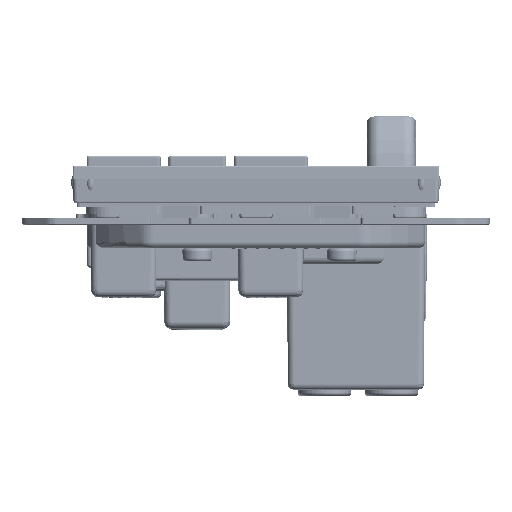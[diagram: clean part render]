
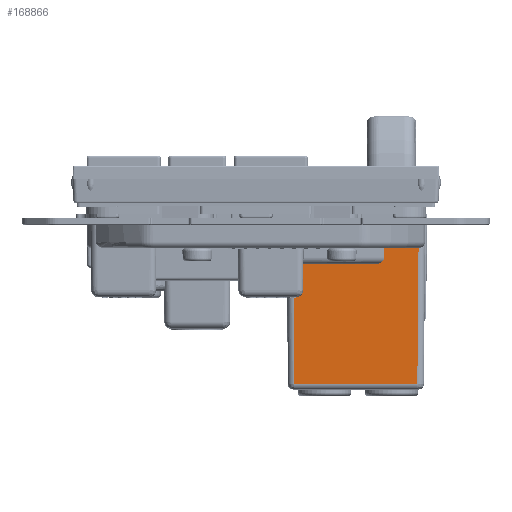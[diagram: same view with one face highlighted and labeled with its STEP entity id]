
A CAD part, front view. The second image highlights one B-rep face of the part: STEP entity #168866.
In plain terms, the highlighted face is planar.
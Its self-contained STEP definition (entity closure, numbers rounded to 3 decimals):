
#168777=DIRECTION('',(1.,0.,0.));
#168778=VECTOR('',#168777,18.601);
#168779=CARTESIAN_POINT('',(31.585,-23.107,
-22.217));
#168780=LINE('44373',#168779,#168778);
#168784=DIRECTION('',(0.009,1.,0.009));
#168785=VECTOR('',#168784,20.609);
#168786=CARTESIAN_POINT('',(50.186,-23.107,
-22.217));
#168787=LINE('44379',#168786,#168785);
#168791=DIRECTION('',(-1.,0.,0.));
#168792=VECTOR('',#168791,5.19);
#168793=CARTESIAN_POINT('',(50.366,-2.5,
-22.037));
#168794=LINE('44378',#168793,#168792);
#168798=DIRECTION('',(0.009,-1.,-0.009));
#168799=VECTOR('',#168798,1.4);
#168800=CARTESIAN_POINT('',(45.176,-2.5,
-22.037));
#168801=LINE('44377',#168800,#168799);
#168805=CARTESIAN_POINT('',(45.188,-3.9,
-22.049));
#168806=CARTESIAN_POINT('',(45.19,-3.978,
-22.05));
#168807=CARTESIAN_POINT('',(45.165,-4.134,
-22.051));
#168808=CARTESIAN_POINT('',(45.04,-4.376,
-22.053));
#168809=CARTESIAN_POINT('',(44.833,-4.585,
-22.055));
#168810=CARTESIAN_POINT('',(44.548,-4.755,
-22.056));
#168811=CARTESIAN_POINT('',(44.2,-4.87,
-22.057));
#168812=CARTESIAN_POINT('',(43.93,-4.898,
-22.058));
#168813=CARTESIAN_POINT('',(43.786,-4.9,
-22.058));
#168818=DIRECTION('',(-1.,0.,0.));
#168819=VECTOR('',#168818,12.36);
#168820=CARTESIAN_POINT('',(43.786,-4.9,
-22.058));
#168821=LINE('44375',#168820,#168819);
#168825=DIRECTION('',(0.009,-1.,-0.009));
#168826=VECTOR('',#168825,18.208);
#168827=CARTESIAN_POINT('',(31.426,-4.9,
-22.058));
#168828=LINE('44374',#168827,#168826);
#168832=CARTESIAN_POINT('',(50.186,-23.107,
-22.217));
#168833=CARTESIAN_POINT('',(31.585,-23.107,
-22.217));
#168834=VERTEX_POINT('',#168832);
#168835=VERTEX_POINT('',#168833);
#168836=CARTESIAN_POINT('',(31.426,-4.9,
-22.058));
#168837=VERTEX_POINT('',#168836);
#168838=CARTESIAN_POINT('',(43.786,-4.9,
-22.058));
#168839=VERTEX_POINT('',#168838);
#168840=VERTEX_POINT('',#168805);
#168841=CARTESIAN_POINT('',(45.176,-2.5,
-22.037));
#168842=VERTEX_POINT('',#168841);
#168843=CARTESIAN_POINT('',(50.366,-2.5,
-22.037));
#168844=VERTEX_POINT('',#168843);
#168845=CARTESIAN_POINT('',(50.745,-23.519,
-22.22));
#168846=DIRECTION('',(0.,0.009,-1.));
#168847=DIRECTION('',(-1.,0.,0.));
#168848=AXIS2_PLACEMENT_3D('',#168845,#168846,#168847);
#168849=PLANE('61433',#168848);
#168851=ORIENTED_EDGE('44373',*,*,#168850,.T.);
#168853=ORIENTED_EDGE('44379',*,*,#168852,.T.);
#168855=ORIENTED_EDGE('44378',*,*,#168854,.T.);
#168857=ORIENTED_EDGE('44377',*,*,#168856,.T.);
#168859=ORIENTED_EDGE('44376',*,*,#168858,.T.);
#168861=ORIENTED_EDGE('44375',*,*,#168860,.T.);
#168863=ORIENTED_EDGE('44374',*,*,#168862,.T.);
#168864=EDGE_LOOP('61433',(#168851,#168853,#168855,#168857,#168859,#168861,
#168863));
#168865=FACE_OUTER_BOUND('61433',#168864,.F.);
#168866=ADVANCED_FACE('61433',(#168865),#168849,.T.);
#168814=B_SPLINE_CURVE_WITH_KNOTS('44376',3,(#168805,#168806,#168807,#168808,
#168809,#168810,#168811,#168812,#168813),.UNSPECIFIED.,.F.,.F.,(4,1,1,1,1,1,4),(
0.,0.167,0.333,0.5,0.667,
0.833,1.),.UNSPECIFIED.);
#168850=EDGE_CURVE('44373',#168835,#168834,#168780,.T.);
#168852=EDGE_CURVE('44379',#168834,#168844,#168787,.T.);
#168854=EDGE_CURVE('44378',#168844,#168842,#168794,.T.);
#168856=EDGE_CURVE('44377',#168842,#168840,#168801,.T.);
#168858=EDGE_CURVE('44376',#168840,#168839,#168814,.T.);
#168860=EDGE_CURVE('44375',#168839,#168837,#168821,.T.);
#168862=EDGE_CURVE('44374',#168837,#168835,#168828,.T.);
